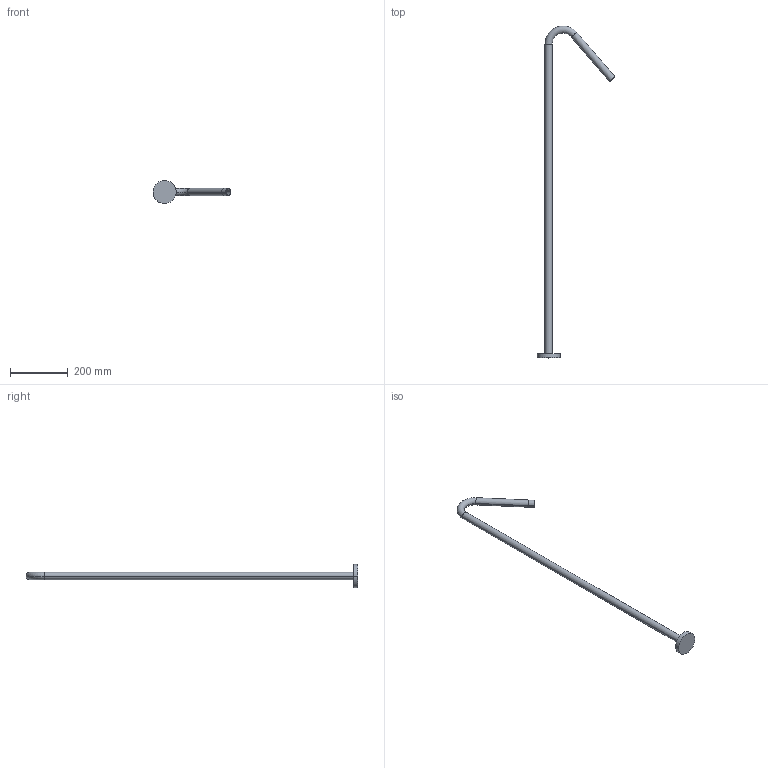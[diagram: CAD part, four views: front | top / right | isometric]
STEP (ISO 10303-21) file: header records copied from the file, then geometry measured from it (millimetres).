
FILE_DESCRIPTION((''),'2;1');
FILE_NAME('10180_ASM','2022-05-21T14:53:22',('怪大叔'),(''),'CREO PARAMETRIC BY PTC INC, 2021063','CREO PARAMETRIC BY PTC INC, 2021063','');
FILE_SCHEMA(('CONFIG_CONTROL_DESIGN'));
Length unit declared in the file: millimetre
Products named in the file (3): 101_80; 10180LINSOL; 10180_ASM
Assembly tree (2 placements, depth 2):
  10180_ASM
    101_80
    10180LINSOL
Bounding box: 269.35 x 1146.5 x 80 mm (x, y, z)
Volume: 750897.8 mm3; surface area: 124805.8 mm2
Topology: 7 solids, 7 shells, 111 faces, 285 edges, 190 vertices
Faces by surface type: extrusion 53, plane 44, cylinder 8, torus 6
Entity records: 3668 total; most frequent: CARTESIAN_POINT 1056, ORIENTED_EDGE 570, DIRECTION 392, EDGE_CURVE 285, VECTOR 198, VERTEX_POINT 190, B_SPLINE_CURVE_WITH_KNOTS 159, LINE 145
